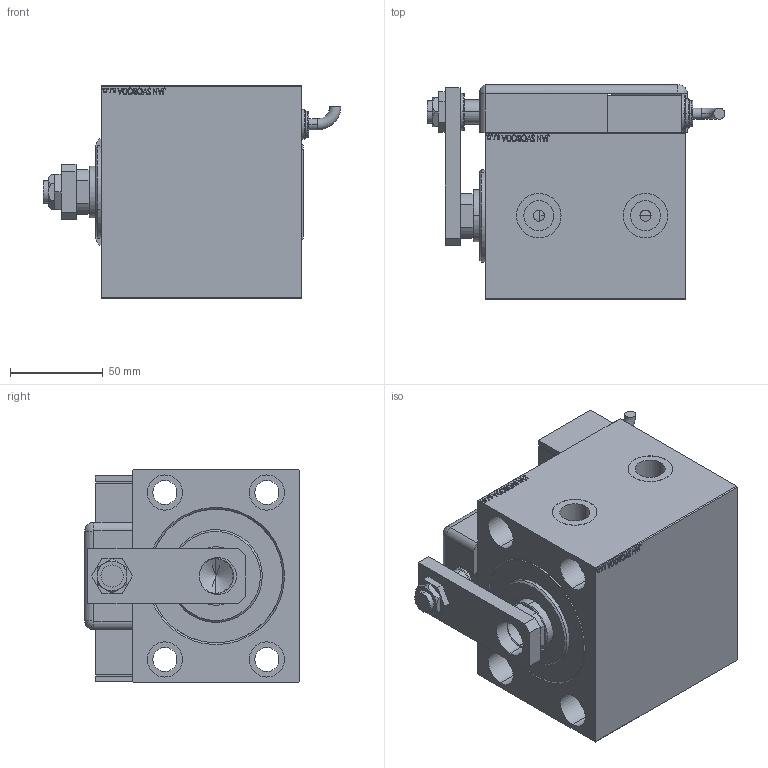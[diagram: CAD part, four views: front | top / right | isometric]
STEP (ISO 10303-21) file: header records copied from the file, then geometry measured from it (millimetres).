
FILE_DESCRIPTION (( 'STEP AP203' ), '1' );
FILE_NAME ('11a5.STEP', '2021-03-19T06:13:00', ( '' ), ( '' ), 'SwSTEP 2.0', 'SolidWorks 2019', '' );
FILE_SCHEMA (( 'CONFIG_CONTROL_DESIGN' ));
Length unit declared in the file: millimetre
Products named in the file (13): NUT_D19 1369fc97d0bb81ed1c5b104778dae328; V450CM_C_VCP 1369fc97d0bb81ed1c5b104778dae328; TYC 1369fc97d0bb81ed1c5b104778dae328; NUT_D13 1369fc97d0bb81ed1c5b104778dae328; SWITCH_Q_FRONT_BACK 1369fc97d0bb81ed1c5b104778dae328; 11a5; MAGNETIC SWITCH Q 1369fc97d0bb81ed1c5b104778dae328; KRYT 1369fc97d0bb81ed1c5b104778dae328; V450CM_C 1369fc97d0bb81ed1c5b104778dae328; SWITCH DIM A_G 1369fc97d0bb81ed1c5b104778dae328; SWITCH Q 1369fc97d0bb81ed1c5b104778dae328; ZARAZKA_Q 1369fc97d0bb81ed1c5b104778dae328; V450CM_VC_B 1369fc97d0bb81ed1c5b104778dae328
Assembly tree (13 placements, depth 3):
  11a5
    V450CM_C 1369fc97d0bb81ed1c5b104778dae328
    V450CM_C_VCP 1369fc97d0bb81ed1c5b104778dae328
    V450CM_VC_B 1369fc97d0bb81ed1c5b104778dae328
    MAGNETIC SWITCH Q 1369fc97d0bb81ed1c5b104778dae328
      SWITCH_Q_FRONT_BACK 1369fc97d0bb81ed1c5b104778dae328
      TYC 1369fc97d0bb81ed1c5b104778dae328
      ZARAZKA_Q 1369fc97d0bb81ed1c5b104778dae328
      SWITCH DIM A_G 1369fc97d0bb81ed1c5b104778dae328
      NUT_D19 1369fc97d0bb81ed1c5b104778dae328
      NUT_D13 1369fc97d0bb81ed1c5b104778dae328
      KRYT 1369fc97d0bb81ed1c5b104778dae328
      SWITCH Q 1369fc97d0bb81ed1c5b104778dae328  x2
Bounding box: 160.46 x 115.8 x 115 mm (x, y, z)
Volume: 1109681.5 mm3; surface area: 198314.9 mm2
Topology: 13 solids, 13 shells, 1265 faces, 3211 edges, 2119 vertices
Faces by surface type: plane 621, bspline 471, cylinder 127, cone 22, torus 22, sphere 2
Entity records: 60478 total; most frequent: CARTESIAN_POINT 32417, ORIENTED_EDGE 6226, DIRECTION 3973, EDGE_CURVE 3113, VERTEX_POINT 2059, VECTOR 1843, LINE 1843, EDGE_LOOP 1404
